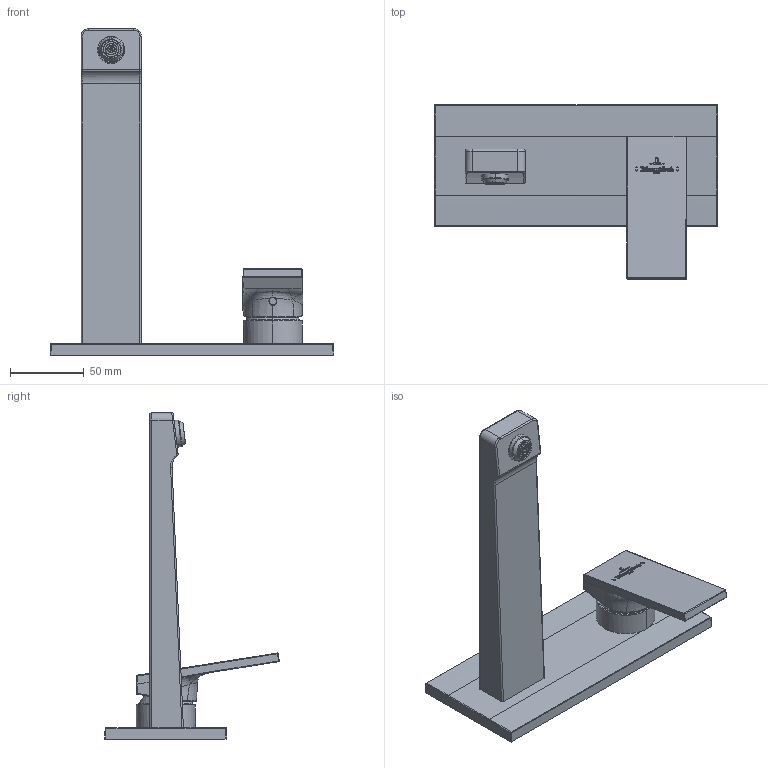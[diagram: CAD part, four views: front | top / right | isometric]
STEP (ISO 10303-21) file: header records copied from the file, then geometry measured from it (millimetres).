
FILE_DESCRIPTION((''),'2;1');
FILE_NAME('TVW125003001_3DPL','2025-10-20T10:31:06',('LazarovR'),(''),'CREO PARAMETRIC BY PTC INC, 2024253','CREO PARAMETRIC BY PTC INC, 2024253','');
FILE_SCHEMA(('AP242_MANAGED_MODEL_BASED_3D_ENGINEERING_MIM_LF { 1 0 10303 442 1 1 4 }'));
Length unit declared in the file: millimetre
Products named in the file (1): TVW125003001_3DPL
Bounding box: 193 x 118.74 x 222 mm (x, y, z)
Volume: 358079.9 mm3; surface area: 73971.5 mm2
Topology: 1 solids, 1 shells, 574 faces, 1639 edges, 1063 vertices
Faces by surface type: plane 349, bspline 151, cylinder 53, sphere 14, torus 6, extrusion 1
Entity records: 34304 total; most frequent: CARTESIAN_POINT 19410, ORIENTED_EDGE 3278, DIRECTION 2549, EDGE_CURVE 1639, VERTEX_POINT 1063, VECTOR 1007, LINE 1006, AXIS2_PLACEMENT_3D 771
